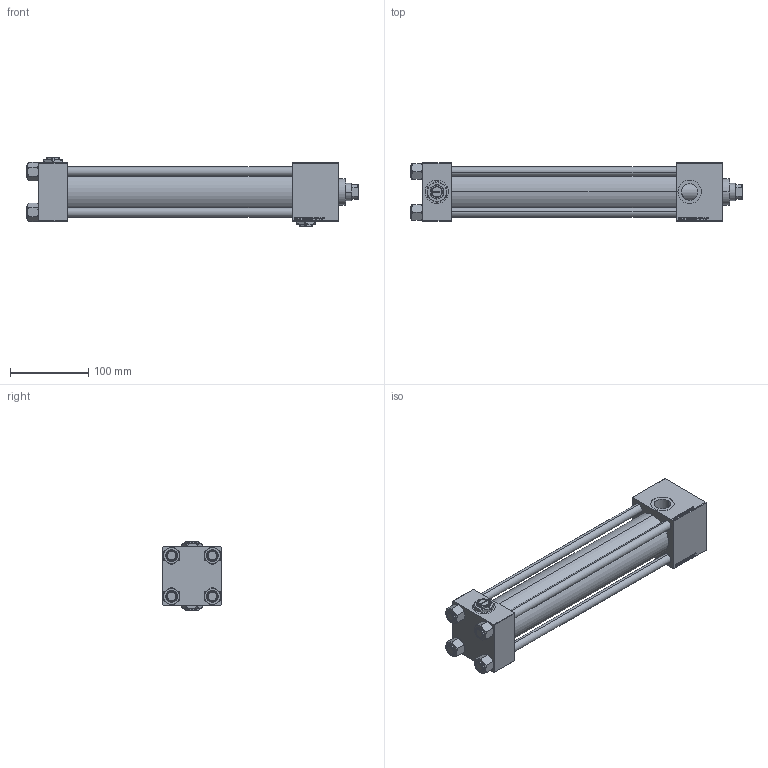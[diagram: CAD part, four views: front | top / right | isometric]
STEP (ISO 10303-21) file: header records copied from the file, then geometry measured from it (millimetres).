
FILE_DESCRIPTION (( 'STEP AP203' ), '1' );
FILE_NAME ('174b.STEP', '2025-09-04T07:39:48', ( '' ), ( '' ), 'SwSTEP 2.0', 'SolidWorks 2019', '' );
FILE_SCHEMA (( 'CONFIG_CONTROL_DESIGN' ));
Length unit declared in the file: millimetre
Products named in the file (9): V215CR_C_TYCINKA bd59be72719c666c9f4945f3a17d375e; V215_VC_A bd59be72719c666c9f4945f3a17d375e; DFA bd59be72719c666c9f4945f3a17d375e; V215CR_C_Body bd59be72719c666c9f4945f3a17d375e; Zatka_pro_OIL_PORT bd59be72719c666c9f4945f3a17d375e; V215CR_VCP_C bd59be72719c666c9f4945f3a17d375e; FEMALE_PART_FOR_DFA bd59be72719c666c9f4945f3a17d375e; 174b; NUT_M5_C bd59be72719c666c9f4945f3a17d375e
Assembly tree (15 placements, depth 3):
  174b
    V215CR_C_Body bd59be72719c666c9f4945f3a17d375e
    V215CR_VCP_C bd59be72719c666c9f4945f3a17d375e
    NUT_M5_C bd59be72719c666c9f4945f3a17d375e  x4
    V215CR_C_TYCINKA bd59be72719c666c9f4945f3a17d375e  x4
    V215_VC_A bd59be72719c666c9f4945f3a17d375e
    DFA bd59be72719c666c9f4945f3a17d375e
      FEMALE_PART_FOR_DFA bd59be72719c666c9f4945f3a17d375e
    Zatka_pro_OIL_PORT bd59be72719c666c9f4945f3a17d375e  x2
Bounding box: 425 x 75 x 89 mm (x, y, z)
Volume: 968018 mm3; surface area: 283358.2 mm2
Topology: 14 solids, 14 shells, 1282 faces, 3180 edges, 2049 vertices
Faces by surface type: plane 585, bspline 392, cone 190, cylinder 107, torus 8
Entity records: 53405 total; most frequent: CARTESIAN_POINT 27933, ORIENTED_EDGE 5660, DIRECTION 3724, EDGE_CURVE 2830, VERTEX_POINT 1847, VECTOR 1676, LINE 1676, EDGE_LOOP 1257
